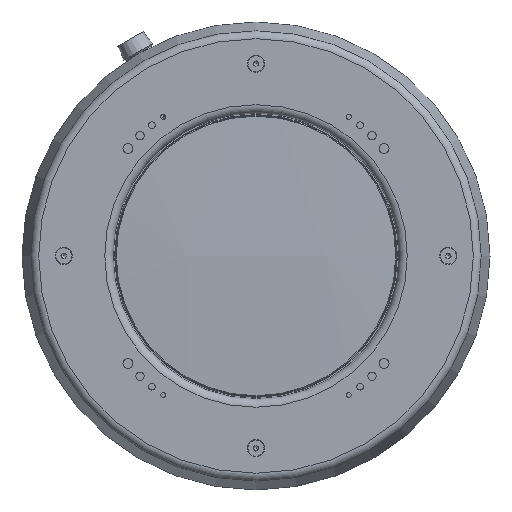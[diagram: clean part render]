
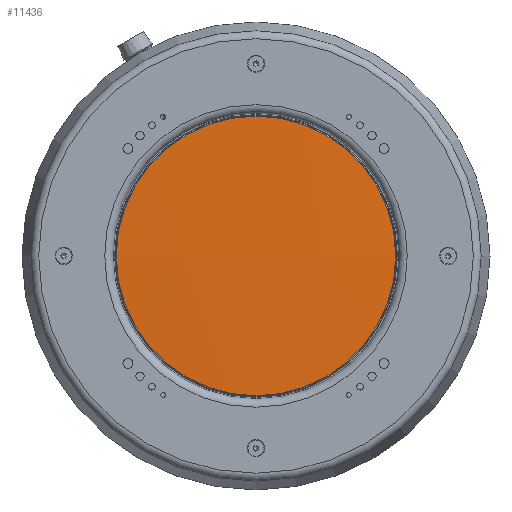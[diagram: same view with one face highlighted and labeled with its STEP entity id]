
A CAD part, top view. The second image highlights one B-rep face of the part: STEP entity #11436.
In plain terms, the highlighted spherical face has radius 1775.78 mm.
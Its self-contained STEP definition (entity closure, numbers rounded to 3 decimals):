
#1679 = DIRECTION ( 'NONE',  ( 0., 0., 1. ) ) ;
#1746 = AXIS2_PLACEMENT_3D ( 'NONE', #2736, #1679, #5289 ) ;
#2144 = DIRECTION ( 'NONE',  ( 1., 0., 0. ) ) ;
#2378 = DIRECTION ( 'NONE',  ( 0., 1., 0. ) ) ;
#2736 = CARTESIAN_POINT ( 'NONE',  ( 1761.288, 0., 0. ) ) ;
#4199 = AXIS2_PLACEMENT_3D ( 'NONE', #6887, #2144, #2378 ) ;
#5289 = DIRECTION ( 'NONE',  ( 0., 1., 0. ) ) ;
#6887 = CARTESIAN_POINT ( 'NONE',  ( -12.523, 0., 0. ) ) ;
#6977 = FACE_OUTER_BOUND ( 'NONE', #8938, .T. ) ;
#7431 = CIRCLE ( 'NONE', #4199, 83.624 ) ;
#8143 = ORIENTED_EDGE ( 'NONE', *, *, #11217, .F. ) ;
#8938 = EDGE_LOOP ( 'NONE', ( #8143 ) ) ;
#9749 = SPHERICAL_SURFACE ( 'NONE', #1746, 1775.781 ) ;
#10751 = CARTESIAN_POINT ( 'NONE',  ( -12.523, 83.624, 0. ) ) ;
#11217 = EDGE_CURVE ( 'NONE', #11635, #11635, #7431, .T. ) ;
#11436 = ADVANCED_FACE ( 'NONE', ( #6977 ), #9749, .T. ) ;
#11635 = VERTEX_POINT ( 'NONE', #10751 ) ;
